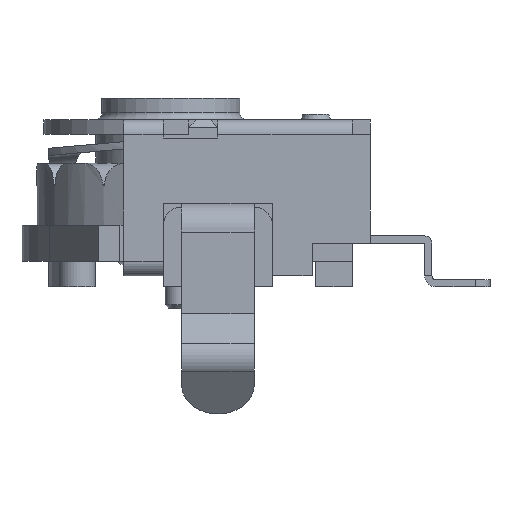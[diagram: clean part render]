
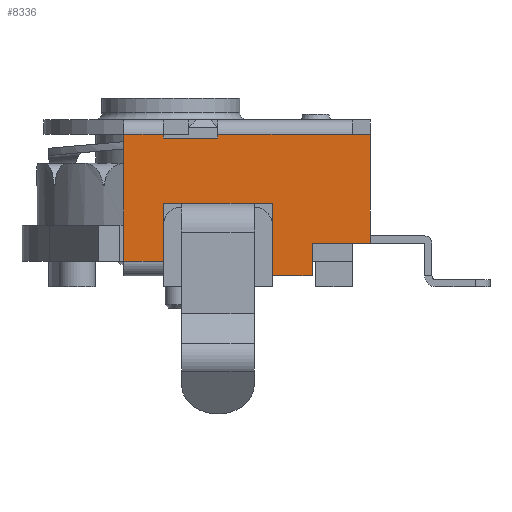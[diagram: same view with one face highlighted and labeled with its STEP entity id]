
A CAD part, front view. The second image highlights one B-rep face of the part: STEP entity #8336.
In plain terms, the highlighted face is planar.
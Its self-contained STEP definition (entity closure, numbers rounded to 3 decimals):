
#508=PLANE('',#9089);
#1042=FACE_OUTER_BOUND('',#1495,.T.);
#1495=EDGE_LOOP('',(#7559,#7560,#7561,#7562,#7563,#7564,#7565,#7566,#7567,
#7568,#7569,#7570,#7571,#7572,#7573,#7574,#7575));
#2095=LINE('',#14046,#2972);
#2340=LINE('',#14546,#3217);
#2341=LINE('',#14549,#3218);
#2342=LINE('',#14550,#3219);
#2343=LINE('',#14552,#3220);
#2344=LINE('',#14554,#3221);
#2345=LINE('',#14556,#3222);
#2346=LINE('',#14558,#3223);
#2347=LINE('',#14560,#3224);
#2348=LINE('',#14562,#3225);
#2349=LINE('',#14564,#3226);
#2350=LINE('',#14566,#3227);
#2351=LINE('',#14568,#3228);
#2352=LINE('',#14570,#3229);
#2353=LINE('',#14572,#3230);
#2354=LINE('',#14574,#3231);
#2355=LINE('',#14575,#3232);
#2972=VECTOR('',#10655,10.);
#3217=VECTOR('',#11078,10.);
#3218=VECTOR('',#11081,10.);
#3219=VECTOR('',#11082,10.);
#3220=VECTOR('',#11083,10.);
#3221=VECTOR('',#11084,10.);
#3222=VECTOR('',#11085,10.);
#3223=VECTOR('',#11086,10.);
#3224=VECTOR('',#11087,10.);
#3225=VECTOR('',#11088,10.);
#3226=VECTOR('',#11089,10.);
#3227=VECTOR('',#11090,10.);
#3228=VECTOR('',#11091,10.);
#3229=VECTOR('',#11092,10.);
#3230=VECTOR('',#11093,10.);
#3231=VECTOR('',#11094,10.);
#3232=VECTOR('',#11095,10.);
#4037=VERTEX_POINT('',#13967);
#4062=VERTEX_POINT('',#14041);
#4225=VERTEX_POINT('',#14539);
#4228=VERTEX_POINT('',#14544);
#4229=VERTEX_POINT('',#14548);
#4230=VERTEX_POINT('',#14551);
#4231=VERTEX_POINT('',#14553);
#4232=VERTEX_POINT('',#14555);
#4233=VERTEX_POINT('',#14557);
#4234=VERTEX_POINT('',#14559);
#4235=VERTEX_POINT('',#14561);
#4236=VERTEX_POINT('',#14563);
#4237=VERTEX_POINT('',#14565);
#4238=VERTEX_POINT('',#14567);
#4239=VERTEX_POINT('',#14569);
#4240=VERTEX_POINT('',#14571);
#4241=VERTEX_POINT('',#14573);
#5143=EDGE_CURVE('',#4062,#4037,#2095,.T.);
#5390=EDGE_CURVE('',#4228,#4225,#2340,.T.);
#5391=EDGE_CURVE('',#4229,#4228,#2341,.T.);
#5392=EDGE_CURVE('',#4062,#4229,#2342,.T.);
#5393=EDGE_CURVE('',#4230,#4037,#2343,.T.);
#5394=EDGE_CURVE('',#4230,#4231,#2344,.T.);
#5395=EDGE_CURVE('',#4232,#4231,#2345,.T.);
#5396=EDGE_CURVE('',#4233,#4232,#2346,.T.);
#5397=EDGE_CURVE('',#4234,#4233,#2347,.T.);
#5398=EDGE_CURVE('',#4234,#4235,#2348,.T.);
#5399=EDGE_CURVE('',#4235,#4236,#2349,.T.);
#5400=EDGE_CURVE('',#4237,#4236,#2350,.T.);
#5401=EDGE_CURVE('',#4237,#4238,#2351,.T.);
#5402=EDGE_CURVE('',#4238,#4239,#2352,.T.);
#5403=EDGE_CURVE('',#4239,#4240,#2353,.T.);
#5404=EDGE_CURVE('',#4241,#4240,#2354,.T.);
#5405=EDGE_CURVE('',#4241,#4225,#2355,.T.);
#7559=ORIENTED_EDGE('',*,*,#5390,.F.);
#7560=ORIENTED_EDGE('',*,*,#5391,.F.);
#7561=ORIENTED_EDGE('',*,*,#5392,.F.);
#7562=ORIENTED_EDGE('',*,*,#5143,.T.);
#7563=ORIENTED_EDGE('',*,*,#5393,.F.);
#7564=ORIENTED_EDGE('',*,*,#5394,.T.);
#7565=ORIENTED_EDGE('',*,*,#5395,.F.);
#7566=ORIENTED_EDGE('',*,*,#5396,.F.);
#7567=ORIENTED_EDGE('',*,*,#5397,.F.);
#7568=ORIENTED_EDGE('',*,*,#5398,.T.);
#7569=ORIENTED_EDGE('',*,*,#5399,.T.);
#7570=ORIENTED_EDGE('',*,*,#5400,.F.);
#7571=ORIENTED_EDGE('',*,*,#5401,.T.);
#7572=ORIENTED_EDGE('',*,*,#5402,.T.);
#7573=ORIENTED_EDGE('',*,*,#5403,.T.);
#7574=ORIENTED_EDGE('',*,*,#5404,.F.);
#7575=ORIENTED_EDGE('',*,*,#5405,.T.);
#8336=ADVANCED_FACE('',(#1042),#508,.T.);
#9089=AXIS2_PLACEMENT_3D('',#14547,#11079,#11080);
#10655=DIRECTION('',(1.,0.,0.));
#11078=DIRECTION('',(-1.,0.,0.));
#11079=DIRECTION('center_axis',(0.,0.,1.));
#11080=DIRECTION('ref_axis',(1.,0.,0.));
#11081=DIRECTION('',(0.,-1.,0.));
#11082=DIRECTION('',(-1.,0.,0.));
#11083=DIRECTION('',(-1.,0.,0.));
#11084=DIRECTION('',(0.,-1.,0.));
#11085=DIRECTION('',(-1.,0.,0.));
#11086=DIRECTION('',(0.,-1.,0.));
#11087=DIRECTION('',(-1.,0.,0.));
#11088=DIRECTION('',(0.,1.,0.));
#11089=DIRECTION('',(-1.,0.,0.));
#11090=DIRECTION('',(1.,0.,0.));
#11091=DIRECTION('',(0.,-1.,0.));
#11092=DIRECTION('',(-1.,0.,0.));
#11093=DIRECTION('',(0.,1.,0.));
#11094=DIRECTION('',(1.,0.,0.));
#11095=DIRECTION('',(0.,-1.,0.));
#13967=CARTESIAN_POINT('',(2.3,-1.9,4.85));
#14041=CARTESIAN_POINT('',(0.3,-1.9,4.85));
#14046=CARTESIAN_POINT('',(0.5,-1.9,4.85));
#14539=CARTESIAN_POINT('',(-1.3,-3.5,4.85));
#14544=CARTESIAN_POINT('',(-0.2,-3.5,4.85));
#14546=CARTESIAN_POINT('',(-1.025,-3.5,4.85));
#14547=CARTESIAN_POINT('Origin',(-1.3,0.,4.85));
#14548=CARTESIAN_POINT('',(-0.2,-1.9,4.85));
#14549=CARTESIAN_POINT('',(-0.2,-1.9,4.85));
#14550=CARTESIAN_POINT('',(-1.3,-1.9,4.85));
#14551=CARTESIAN_POINT('',(2.8,-1.9,4.85));
#14552=CARTESIAN_POINT('',(-1.3,-1.9,4.85));
#14553=CARTESIAN_POINT('',(2.8,-3.9,4.85));
#14554=CARTESIAN_POINT('',(2.8,-1.9,4.85));
#14555=CARTESIAN_POINT('',(3.9,-3.9,4.85));
#14556=CARTESIAN_POINT('',(3.9,-3.9,4.85));
#14557=CARTESIAN_POINT('',(3.9,-3.,4.85));
#14558=CARTESIAN_POINT('',(3.9,-3.,4.85));
#14559=CARTESIAN_POINT('',(5.5,-3.,4.85));
#14560=CARTESIAN_POINT('',(5.5,-3.,4.85));
#14561=CARTESIAN_POINT('',(5.5,0.,4.85));
#14562=CARTESIAN_POINT('',(5.5,0.,4.85));
#14563=CARTESIAN_POINT('',(5.,0.,4.85));
#14564=CARTESIAN_POINT('',(1.975,0.,4.85));
#14565=CARTESIAN_POINT('',(1.3,0.,4.85));
#14566=CARTESIAN_POINT('',(0.277,0.,4.85));
#14567=CARTESIAN_POINT('',(1.3,-0.1,4.85));
#14568=CARTESIAN_POINT('',(1.3,0.2,4.85));
#14569=CARTESIAN_POINT('',(-0.2,-0.1,4.85));
#14570=CARTESIAN_POINT('',(-0.336,-0.1,4.85));
#14571=CARTESIAN_POINT('',(-0.2,0.,4.85));
#14572=CARTESIAN_POINT('',(-0.2,0.2,4.85));
#14573=CARTESIAN_POINT('',(-1.3,0.,4.85));
#14574=CARTESIAN_POINT('',(0.277,0.,4.85));
#14575=CARTESIAN_POINT('',(-1.3,0.,4.85));
